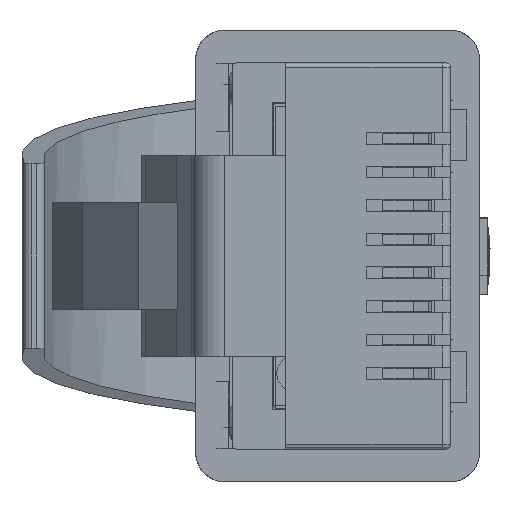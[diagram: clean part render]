
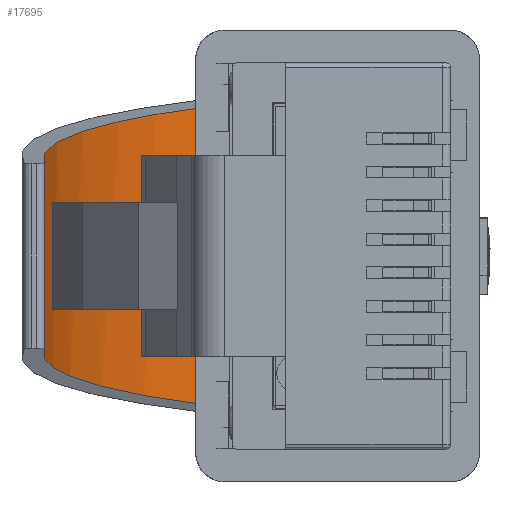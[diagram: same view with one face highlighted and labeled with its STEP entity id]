
A CAD part, left-side view. The second image highlights one B-rep face of the part: STEP entity #17695.
In plain terms, the highlighted cylindrical face has radius 12.7 mm (diameter 25.4 mm), a partial arc.
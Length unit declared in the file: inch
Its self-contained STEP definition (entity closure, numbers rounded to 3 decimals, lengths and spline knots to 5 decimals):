
#394 = ORIENTED_EDGE ( 'NONE', *, *, #20478, .F. ) ;
#1715 = CARTESIAN_POINT ( 'NONE',  ( -0.12265, 0.34896, 0.39906 ) ) ;
#1722 =( BOUNDED_CURVE ( )  B_SPLINE_CURVE ( 3, ( #24988, #8163, #14599, #5998 ),
 .UNSPECIFIED., .F., .T. ) 
 B_SPLINE_CURVE_WITH_KNOTS ( ( 4, 4 ),
 ( 1.66477, 2.45271 ),
 .UNSPECIFIED. ) 
 CURVE ( )  GEOMETRIC_REPRESENTATION_ITEM ( )  RATIONAL_B_SPLINE_CURVE ( ( 1., 0.949, 0.949, 1. ) ) 
 REPRESENTATION_ITEM ( '' )  );
#4509 = CARTESIAN_POINT ( 'NONE',  ( -0.12265, 0.34896, 0.39906 ) ) ;
#5541 = DIRECTION ( 'NONE',  ( -1., 0., 0. ) ) ;
#5848 =( BOUNDED_CURVE ( )  B_SPLINE_CURVE ( 3, ( #25265, #21291, #11050, #4509 ),
 .UNSPECIFIED., .F., .F. ) 
 B_SPLINE_CURVE_WITH_KNOTS ( ( 4, 4 ),
 ( 0.68888, 1.47683 ),
 .UNSPECIFIED. ) 
 CURVE ( )  GEOMETRIC_REPRESENTATION_ITEM ( )  RATIONAL_B_SPLINE_CURVE ( ( 1., 0.949, 0.949, 1. ) ) 
 REPRESENTATION_ITEM ( '' )  );
#5998 = CARTESIAN_POINT ( 'NONE',  ( 0.17562, 0.169, 0.06 ) ) ;
#6524 = CARTESIAN_POINT ( 'NONE',  ( 0.185, -0.14884, 0.44598 ) ) ;
#6792 = ORIENTED_EDGE ( 'NONE', *, *, #18679, .F. ) ;
#6899 = CARTESIAN_POINT ( 'NONE',  ( -0.17563, 0.169, 0.06 ) ) ;
#7514 = LINE ( 'NONE', #8172, #8844 ) ;
#7950 = CARTESIAN_POINT ( 'NONE',  ( 0.12265, 0.34896, 0.39906 ) ) ;
#8163 = CARTESIAN_POINT ( 'NONE',  ( 0.14362, 0.3363, 0.26482 ) ) ;
#8172 = CARTESIAN_POINT ( 'NONE',  ( 0.185, 0.169, 0.06 ) ) ;
#8669 = VERTEX_POINT ( 'NONE', #7950 ) ;
#8844 = VECTOR ( 'NONE', #10397, 39.37008 ) ;
#9083 = CARTESIAN_POINT ( 'NONE',  ( 0.17562, 0.169, 0.06 ) ) ;
#9976 = VECTOR ( 'NONE', #5541, 39.37008 ) ;
#10397 = DIRECTION ( 'NONE',  ( -1., 0., 0. ) ) ;
#10812 = VERTEX_POINT ( 'NONE', #6899 ) ;
#11000 = DIRECTION ( 'NONE',  ( -1., 0., 0. ) ) ;
#11050 = CARTESIAN_POINT ( 'NONE',  ( -0.14362, 0.3363, 0.26482 ) ) ;
#12532 = VERTEX_POINT ( 'NONE', #1715 ) ;
#12967 = DIRECTION ( 'NONE',  ( 0., 0., 1. ) ) ;
#12986 = FACE_OUTER_BOUND ( 'NONE', #18137, .T. ) ;
#13652 = LINE ( 'NONE', #15923, #9976 ) ;
#14599 = CARTESIAN_POINT ( 'NONE',  ( 0.16223, 0.27309, 0.14571 ) ) ;
#14720 = VERTEX_POINT ( 'NONE', #9083 ) ;
#15893 = ORIENTED_EDGE ( 'NONE', *, *, #24595, .T. ) ;
#15923 = CARTESIAN_POINT ( 'NONE',  ( 0.185, 0.34896, 0.39906 ) ) ;
#15934 = EDGE_CURVE ( 'NONE', #10812, #12532, #5848, .T. ) ;
#17695 = ADVANCED_FACE ( 'NONE', ( #12986 ), #23283, .F. ) ;
#18137 = EDGE_LOOP ( 'NONE', ( #25423, #394, #6792, #15893 ) ) ;
#18679 = EDGE_CURVE ( 'NONE', #8669, #14720, #1722, .T. ) ;
#20478 = EDGE_CURVE ( 'NONE', #14720, #10812, #7514, .T. ) ;
#21291 = CARTESIAN_POINT ( 'NONE',  ( -0.16223, 0.27309, 0.14571 ) ) ;
#23283 = CYLINDRICAL_SURFACE ( 'NONE', #24986, 0.5 ) ;
#24595 = EDGE_CURVE ( 'NONE', #8669, #12532, #13652, .T. ) ;
#24986 = AXIS2_PLACEMENT_3D ( 'NONE', #6524, #11000, #12967 ) ;
#24988 = CARTESIAN_POINT ( 'NONE',  ( 0.12265, 0.34896, 0.39906 ) ) ;
#25265 = CARTESIAN_POINT ( 'NONE',  ( -0.17563, 0.169, 0.06 ) ) ;
#25423 = ORIENTED_EDGE ( 'NONE', *, *, #15934, .F. ) ;
